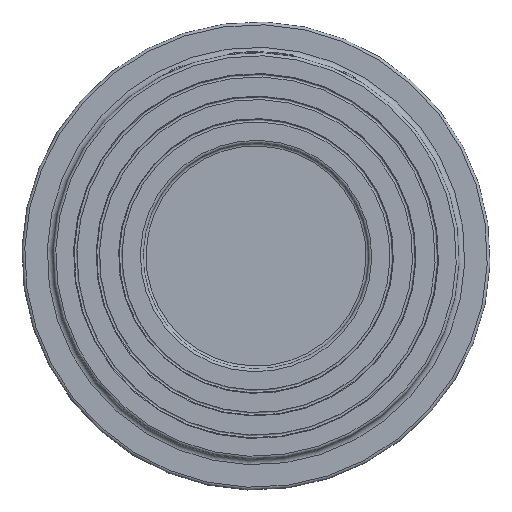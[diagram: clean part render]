
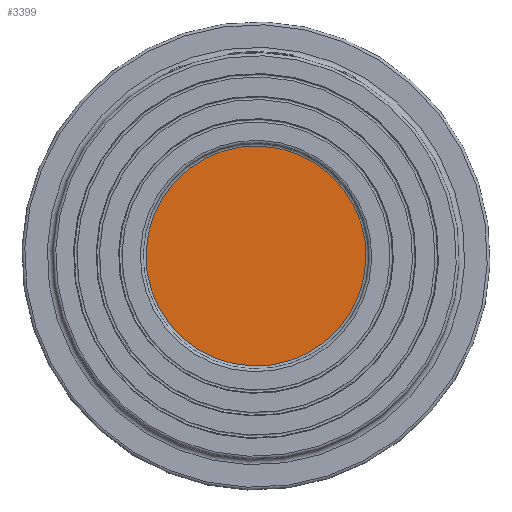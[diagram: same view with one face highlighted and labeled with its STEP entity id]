
A CAD part, front view. The second image highlights one B-rep face of the part: STEP entity #3399.
In plain terms, the highlighted planar face has unit normal (0, -1, 0).
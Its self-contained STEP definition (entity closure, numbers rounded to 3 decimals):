
#359=PLANE('',#3798);
#502=FACE_OUTER_BOUND('',#725,.T.);
#725=EDGE_LOOP('',(#2721));
#1231=CIRCLE('',#3796,19.5);
#1530=VERTEX_POINT('',#6380);
#1938=EDGE_CURVE('',#1530,#1530,#1231,.T.);
#2721=ORIENTED_EDGE('',*,*,#1938,.F.);
#3399=ADVANCED_FACE('',(#502),#359,.F.);
#3796=AXIS2_PLACEMENT_3D('',#6382,#4560,#4561);
#3798=AXIS2_PLACEMENT_3D('',#6384,#4564,#4565);
#4560=DIRECTION('center_axis',(0.,1.,0.));
#4561=DIRECTION('ref_axis',(-1.,0.,0.));
#4564=DIRECTION('center_axis',(0.,1.,0.));
#4565=DIRECTION('ref_axis',(0.,0.,1.));
#6380=CARTESIAN_POINT('',(0.,4.6,19.5));
#6382=CARTESIAN_POINT('Origin',(0.,4.6,0.));
#6384=CARTESIAN_POINT('Origin',(0.,4.6,0.));
